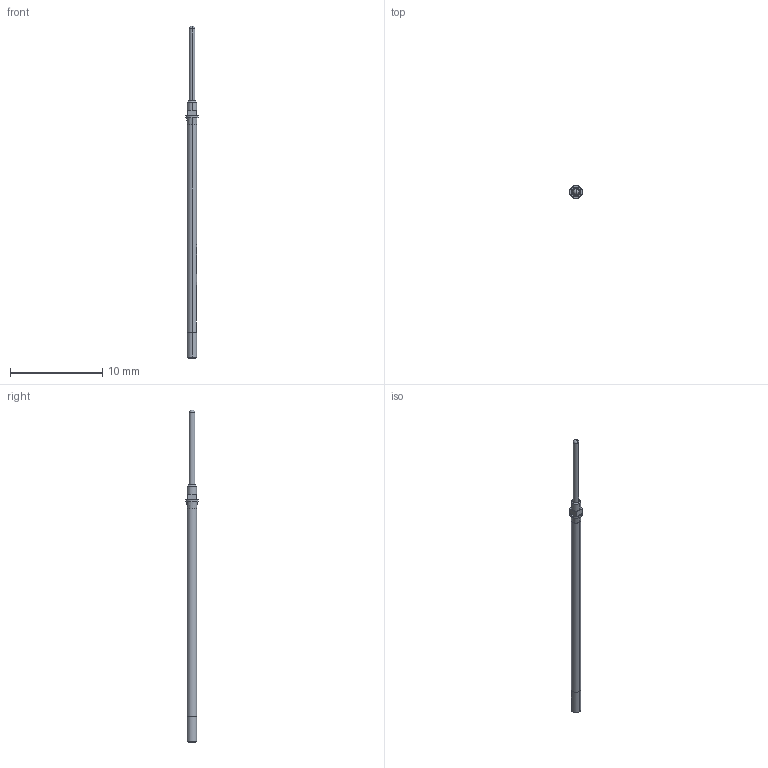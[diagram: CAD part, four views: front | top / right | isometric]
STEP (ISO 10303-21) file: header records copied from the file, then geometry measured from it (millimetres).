
FILE_DESCRIPTION (( 'STEP AP203' ), '1' );
FILE_NAME ('MOD-F17511B064Gxxx.step', '2015-07-09T11:08:21', ( 'firstrun' ), ( 'Hewlett-Packard Company' ), 'SwSTEP 2.0', 'SolidWorks 2012', '' );
FILE_SCHEMA (( 'CONFIG_CONTROL_DESIGN' ));
Length unit declared in the file: millimetre
Products named in the file (1): MOD-F17511B064Gxxx
Bounding box: 1.4 x 1.4 x 35.9 mm (x, y, z)
Volume: 24.7 mm3; surface area: 107.4 mm2
Topology: 1 solids, 1 shells, 175 faces, 451 edges, 293 vertices
Faces by surface type: plane 81, bspline 62, cylinder 24, cone 6, sphere 2
Entity records: 7005 total; most frequent: CARTESIAN_POINT 3171, ORIENTED_EDGE 894, DIRECTION 578, EDGE_CURVE 447, VERTEX_POINT 291, AXIS2_PLACEMENT_3D 216, B_SPLINE_CURVE_WITH_KNOTS 199, EDGE_LOOP 192
